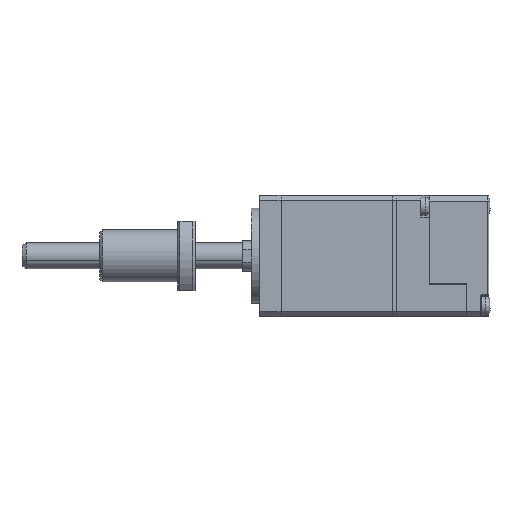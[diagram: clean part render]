
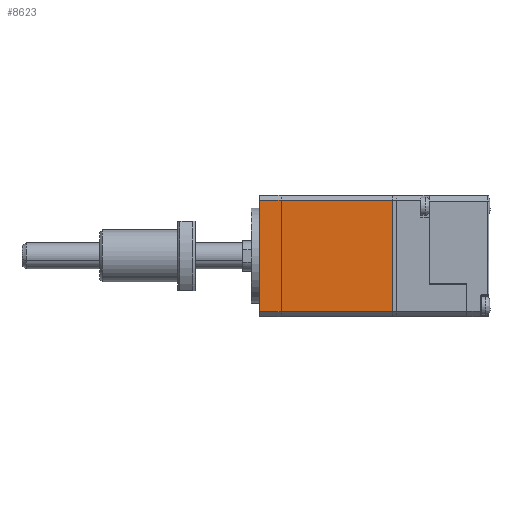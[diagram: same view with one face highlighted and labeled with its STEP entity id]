
A CAD part, left-side view. The second image highlights one B-rep face of the part: STEP entity #8623.
In plain terms, the highlighted planar face has unit normal (-1, 0, 0).
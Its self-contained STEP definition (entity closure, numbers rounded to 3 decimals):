
#117 = ORIENTED_EDGE ( 'NONE', *, *, #4567, .T. ) ;
#718 = VERTEX_POINT ( 'NONE', #6053 ) ;
#2297 = CARTESIAN_POINT ( 'NONE',  ( -26.711, -0.974, 6.755 ) ) ;
#2324 = VECTOR ( 'NONE', #8154, 1000. ) ;
#2420 = VECTOR ( 'NONE', #8199, 1000. ) ;
#2756 = CARTESIAN_POINT ( 'NONE',  ( -26.711, -0.974, 6.755 ) ) ;
#2801 = DIRECTION ( 'NONE',  ( -1., 0., 0. ) ) ;
#3059 = VERTEX_POINT ( 'NONE', #8399 ) ;
#3456 = ORIENTED_EDGE ( 'NONE', *, *, #8151, .F. ) ;
#3613 = CARTESIAN_POINT ( 'NONE',  ( -26.711, -0.974, 32.445 ) ) ;
#4107 = AXIS2_PLACEMENT_3D ( 'NONE', #7385, #2801, #8158 ) ;
#4122 = ORIENTED_EDGE ( 'NONE', *, *, #6433, .F. ) ;
#4567 = EDGE_CURVE ( 'NONE', #8772, #9781, #4599, .T. ) ;
#4599 = LINE ( 'NONE', #3613, #2324 ) ;
#5241 = FACE_OUTER_BOUND ( 'NONE', #8859, .T. ) ;
#5679 = EDGE_CURVE ( 'NONE', #9781, #718, #6967, .T. ) ;
#5959 = DIRECTION ( 'NONE',  ( 0., -1., 0. ) ) ;
#6053 = CARTESIAN_POINT ( 'NONE',  ( -26.711, -31.654, 6.755 ) ) ;
#6069 = CARTESIAN_POINT ( 'NONE',  ( -26.711, -0.974, 32.445 ) ) ;
#6168 = ORIENTED_EDGE ( 'NONE', *, *, #5679, .T. ) ;
#6433 = EDGE_CURVE ( 'NONE', #3059, #718, #7429, .T. ) ;
#6967 = LINE ( 'NONE', #2756, #8766 ) ;
#7259 = DIRECTION ( 'NONE',  ( 0., -1., 0. ) ) ;
#7385 = CARTESIAN_POINT ( 'NONE',  ( -26.711, -0.974, 32.445 ) ) ;
#7393 = CARTESIAN_POINT ( 'NONE',  ( -26.711, -0.974, 32.445 ) ) ;
#7429 = LINE ( 'NONE', #8264, #2420 ) ;
#7609 = LINE ( 'NONE', #7393, #8454 ) ;
#8151 = EDGE_CURVE ( 'NONE', #8772, #3059, #7609, .T. ) ;
#8154 = DIRECTION ( 'NONE',  ( 0., 0., -1. ) ) ;
#8158 = DIRECTION ( 'NONE',  ( 0., 0., -1. ) ) ;
#8199 = DIRECTION ( 'NONE',  ( 0., 0., -1. ) ) ;
#8264 = CARTESIAN_POINT ( 'NONE',  ( -26.711, -31.654, 32.445 ) ) ;
#8399 = CARTESIAN_POINT ( 'NONE',  ( -26.711, -31.654, 32.445 ) ) ;
#8454 = VECTOR ( 'NONE', #5959, 1000. ) ;
#8623 = ADVANCED_FACE ( 'NONE', ( #5241 ), #9577, .T. ) ;
#8766 = VECTOR ( 'NONE', #7259, 1000. ) ;
#8772 = VERTEX_POINT ( 'NONE', #6069 ) ;
#8859 = EDGE_LOOP ( 'NONE', ( #4122, #3456, #117, #6168 ) ) ;
#9577 = PLANE ( 'NONE',  #4107 ) ;
#9781 = VERTEX_POINT ( 'NONE', #2297 ) ;
